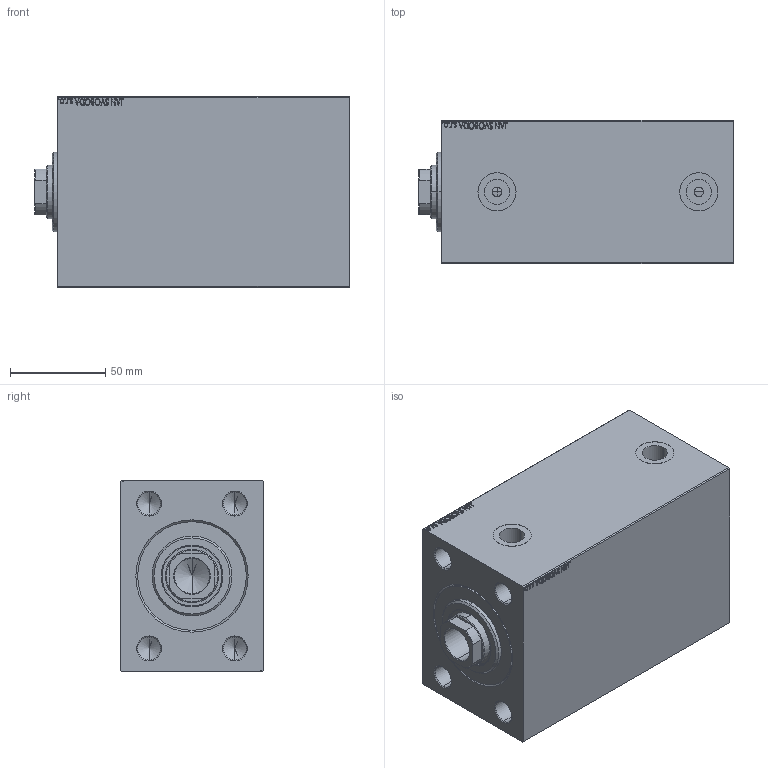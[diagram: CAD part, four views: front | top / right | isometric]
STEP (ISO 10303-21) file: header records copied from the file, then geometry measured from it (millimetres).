
FILE_DESCRIPTION (( 'STEP AP203' ), '1' );
FILE_NAME ('b8c7.STEP', '2022-04-17T07:55:51', ( '' ), ( '' ), 'SwSTEP 2.0', 'SolidWorks 2019', '' );
FILE_SCHEMA (( 'CONFIG_CONTROL_DESIGN' ));
Length unit declared in the file: millimetre
Products named in the file (4): b8c7; V450CM_B_Body 59f8d8a7b06f506bb858a92d7a301969; V450CM_VC_B 59f8d8a7b06f506bb858a92d7a301969; V450CM_B_VCP 59f8d8a7b06f506bb858a92d7a301969
Assembly tree (3 placements, depth 2):
  b8c7
    V450CM_B_Body 59f8d8a7b06f506bb858a92d7a301969
    V450CM_B_VCP 59f8d8a7b06f506bb858a92d7a301969
    V450CM_VC_B 59f8d8a7b06f506bb858a92d7a301969
Bounding box: 165 x 75 x 100 mm (x, y, z)
Volume: 1013712.6 mm3; surface area: 131957.3 mm2
Topology: 3 solids, 3 shells, 901 faces, 2306 edges, 1509 vertices
Faces by surface type: plane 407, bspline 380, cylinder 68, cone 46
Entity records: 45132 total; most frequent: CARTESIAN_POINT 25452, ORIENTED_EDGE 4576, DIRECTION 2722, EDGE_CURVE 2288, VERTEX_POINT 1509, LINE 1348, VECTOR 1348, EDGE_LOOP 1027
